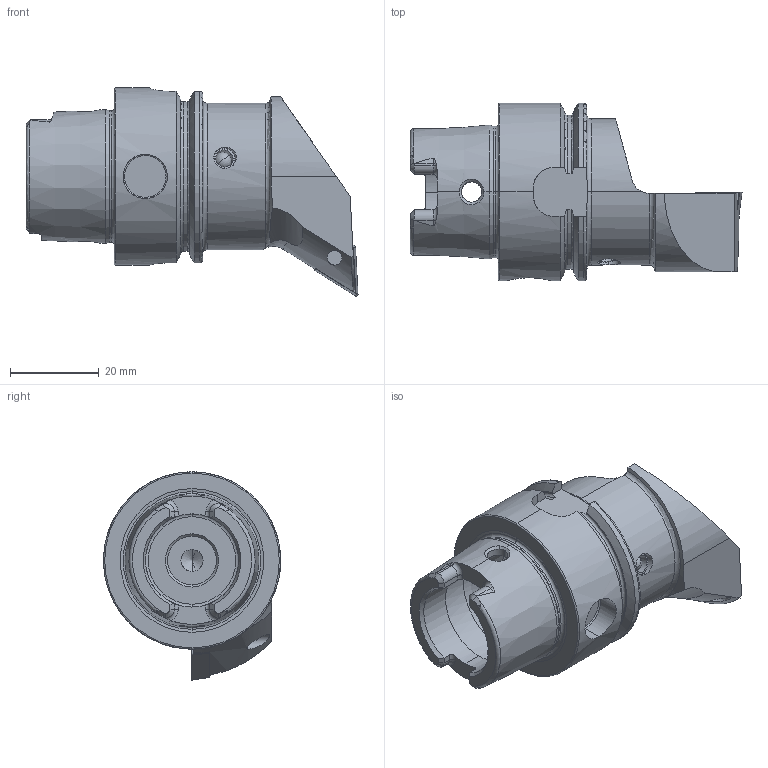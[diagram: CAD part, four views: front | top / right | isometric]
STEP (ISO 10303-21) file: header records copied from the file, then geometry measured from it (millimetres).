
FILE_DESCRIPTION (( 'STEP AP203' ), '1' );
FILE_NAME ('HA4-KDB.RUA.055.STEP', '2012-04-13T11:35:40', ( 'SwiAdmin' ), ( '' ), 'SwSTEP 2.0', 'SolidWorks 2012', '' );
FILE_SCHEMA (( 'CONFIG_CONTROL_DESIGN' ));
Length unit declared in the file: millimetre
Products named in the file (5): HA4-KDB.RUA.055; KVT_MB_600_050; DCMT11T304; WCB-ER2.001.009_A; HA4-KDB.RUA.055_B_Fertigbearbeitung
Assembly tree (4 placements, depth 2):
  HA4-KDB.RUA.055
    HA4-KDB.RUA.055_B_Fertigbearbeitung
    WCB-ER2.001.009_A
    DCMT11T304
    KVT_MB_600_050
Bounding box: 74.9 x 40 x 47 mm (x, y, z)
Volume: 41997.8 mm3; surface area: 14001.4 mm2
Topology: 5 solids, 5 shells, 311 faces, 797 edges, 488 vertices
Faces by surface type: cylinder 91, cone 77, plane 77, torus 41, bspline 21, sphere 4
Entity records: 11703 total; most frequent: CARTESIAN_POINT 4071, ORIENTED_EDGE 1564, DIRECTION 1415, EDGE_CURVE 782, AXIS2_PLACEMENT_3D 569, VERTEX_POINT 485, EDGE_LOOP 327, ADVANCED_FACE 311
